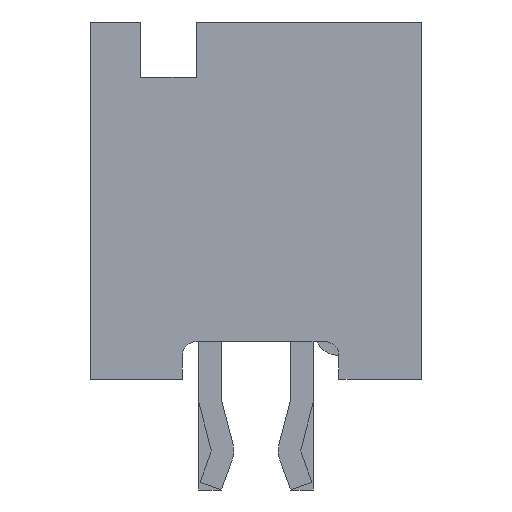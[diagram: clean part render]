
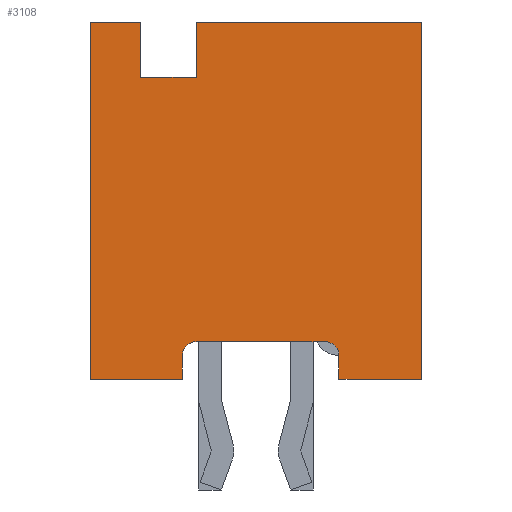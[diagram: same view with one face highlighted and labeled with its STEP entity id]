
A CAD part, left-side view. The second image highlights one B-rep face of the part: STEP entity #3108.
In plain terms, the highlighted planar face has unit normal (-1, 0, 0).
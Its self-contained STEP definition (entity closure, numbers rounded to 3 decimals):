
#18=DIRECTION('',(0.,1.,0.));
#19=VECTOR('',#18,6.223);
#20=CARTESIAN_POINT('',(-10.16,-4.572,0.));
#21=LINE('',#20,#19);
#82=DIRECTION('',(0.,1.,0.));
#83=VECTOR('',#82,1.397);
#84=CARTESIAN_POINT('',(-10.16,3.175,0.));
#85=LINE('',#84,#83);
#133=DIRECTION('',(0.,0.,-1.));
#134=VECTOR('',#133,1.524);
#135=CARTESIAN_POINT('',(-10.16,1.651,0.));
#136=LINE('',#135,#134);
#137=DIRECTION('',(0.,0.,1.));
#138=VECTOR('',#137,0.66);
#139=CARTESIAN_POINT('',(-10.16,-2.286,-9.855));
#140=LINE('',#139,#138);
#141=CARTESIAN_POINT('',(-10.16,-1.905,-9.195));
#142=DIRECTION('',(1.,0.,0.));
#143=DIRECTION('',(0.,0.,1.));
#144=AXIS2_PLACEMENT_3D('',#141,#142,#143);
#146=DIRECTION('',(0.,-1.,0.));
#147=VECTOR('',#146,3.556);
#148=CARTESIAN_POINT('',(-10.16,1.651,-8.814));
#149=LINE('',#148,#147);
#150=CARTESIAN_POINT('',(-10.16,1.651,-9.195));
#151=DIRECTION('',(1.,0.,0.));
#152=DIRECTION('',(0.,1.,0.));
#153=AXIS2_PLACEMENT_3D('',#150,#151,#152);
#155=DIRECTION('',(0.,0.,1.));
#156=VECTOR('',#155,0.66);
#157=CARTESIAN_POINT('',(-10.16,2.032,-9.855));
#158=LINE('',#157,#156);
#159=DIRECTION('',(0.,0.,1.));
#160=VECTOR('',#159,9.855);
#161=CARTESIAN_POINT('',(-10.16,4.572,-9.855));
#162=LINE('',#161,#160);
#163=DIRECTION('',(0.,0.,-1.));
#164=VECTOR('',#163,1.524);
#165=CARTESIAN_POINT('',(-10.16,3.175,0.));
#166=LINE('',#165,#164);
#167=DIRECTION('',(0.,1.,0.));
#168=VECTOR('',#167,1.524);
#169=CARTESIAN_POINT('',(-10.16,1.651,-1.524));
#170=LINE('',#169,#168);
#179=DIRECTION('',(0.,0.,1.));
#180=VECTOR('',#179,9.855);
#181=CARTESIAN_POINT('',(-10.16,-4.572,-9.855));
#182=LINE('',#181,#180);
#1015=DIRECTION('',(0.,1.,0.));
#1016=VECTOR('',#1015,2.286);
#1017=CARTESIAN_POINT('',(-10.16,-4.572,-9.855));
#1018=LINE('',#1017,#1016);
#1039=DIRECTION('',(0.,1.,0.));
#1040=VECTOR('',#1039,2.54);
#1041=CARTESIAN_POINT('',(-10.16,2.032,-9.855));
#1042=LINE('',#1041,#1040);
#2212=CARTESIAN_POINT('',(-10.16,4.572,-9.855));
#2213=CARTESIAN_POINT('',(-10.16,4.572,0.));
#2214=VERTEX_POINT('',#2212);
#2215=VERTEX_POINT('',#2213);
#2216=CARTESIAN_POINT('',(-10.16,-4.572,-9.855));
#2217=CARTESIAN_POINT('',(-10.16,-4.572,0.));
#2218=VERTEX_POINT('',#2216);
#2219=VERTEX_POINT('',#2217);
#2256=CARTESIAN_POINT('',(-10.16,2.032,-9.855));
#2257=CARTESIAN_POINT('',(-10.16,2.032,-9.195));
#2258=VERTEX_POINT('',#2256);
#2259=VERTEX_POINT('',#2257);
#2260=CARTESIAN_POINT('',(-10.16,1.651,-8.814));
#2261=VERTEX_POINT('',#2260);
#2262=CARTESIAN_POINT('',(-10.16,-1.905,-8.814));
#2263=VERTEX_POINT('',#2262);
#2264=CARTESIAN_POINT('',(-10.16,-2.286,-9.195));
#2265=VERTEX_POINT('',#2264);
#2266=CARTESIAN_POINT('',(-10.16,-2.286,-9.855));
#2267=VERTEX_POINT('',#2266);
#2304=CARTESIAN_POINT('',(-10.16,1.651,0.));
#2305=CARTESIAN_POINT('',(-10.16,1.651,-1.524));
#2306=VERTEX_POINT('',#2304);
#2307=VERTEX_POINT('',#2305);
#2308=CARTESIAN_POINT('',(-10.16,3.175,-1.524));
#2309=VERTEX_POINT('',#2308);
#2310=CARTESIAN_POINT('',(-10.16,3.175,0.));
#2311=VERTEX_POINT('',#2310);
#3076=CARTESIAN_POINT('',(-10.16,4.572,0.));
#3077=DIRECTION('',(-1.,0.,0.));
#3078=DIRECTION('',(0.,-1.,0.));
#3079=AXIS2_PLACEMENT_3D('',#3076,#3077,#3078);
#3080=PLANE('',#3079);
#3081=ORIENTED_EDGE('',*,*,#3050,.F.);
#3082=ORIENTED_EDGE('',*,*,#2923,.F.);
#3084=ORIENTED_EDGE('',*,*,#3083,.F.);
#3086=ORIENTED_EDGE('',*,*,#3085,.T.);
#3088=ORIENTED_EDGE('',*,*,#3087,.T.);
#3090=ORIENTED_EDGE('',*,*,#3089,.F.);
#3092=ORIENTED_EDGE('',*,*,#3091,.F.);
#3094=ORIENTED_EDGE('',*,*,#3093,.F.);
#3096=ORIENTED_EDGE('',*,*,#3095,.F.);
#3098=ORIENTED_EDGE('',*,*,#3097,.T.);
#3100=ORIENTED_EDGE('',*,*,#3099,.T.);
#3101=ORIENTED_EDGE('',*,*,#2971,.F.);
#3103=ORIENTED_EDGE('',*,*,#3102,.T.);
#3105=ORIENTED_EDGE('',*,*,#3104,.F.);
#3106=EDGE_LOOP('',(#3081,#3082,#3084,#3086,#3088,#3090,#3092,#3094,#3096,#3098,
#3100,#3101,#3103,#3105));
#3107=FACE_OUTER_BOUND('',#3106,.F.);
#145=CIRCLE('',#144,0.381);
#154=CIRCLE('',#153,0.381);
#2923=EDGE_CURVE('',#2219,#2306,#21,.T.);
#2971=EDGE_CURVE('',#2311,#2215,#85,.T.);
#3050=EDGE_CURVE('',#2306,#2307,#136,.T.);
#3083=EDGE_CURVE('',#2218,#2219,#182,.T.);
#3085=EDGE_CURVE('',#2218,#2267,#1018,.T.);
#3087=EDGE_CURVE('',#2267,#2265,#140,.T.);
#3089=EDGE_CURVE('',#2263,#2265,#145,.T.);
#3091=EDGE_CURVE('',#2261,#2263,#149,.T.);
#3093=EDGE_CURVE('',#2259,#2261,#154,.T.);
#3095=EDGE_CURVE('',#2258,#2259,#158,.T.);
#3097=EDGE_CURVE('',#2258,#2214,#1042,.T.);
#3099=EDGE_CURVE('',#2214,#2215,#162,.T.);
#3102=EDGE_CURVE('',#2311,#2309,#166,.T.);
#3104=EDGE_CURVE('',#2307,#2309,#170,.T.);
#3108=ADVANCED_FACE('',(#3107),#3080,.T.);
